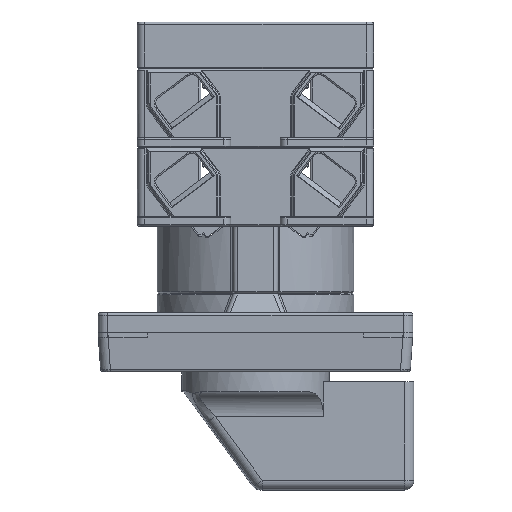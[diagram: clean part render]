
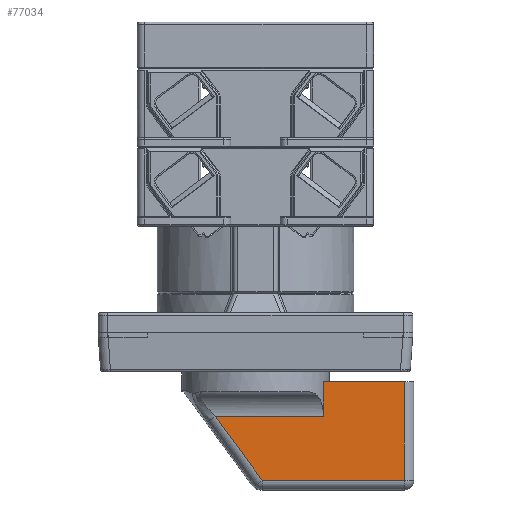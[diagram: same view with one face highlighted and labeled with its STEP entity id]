
A CAD part, front view. The second image highlights one B-rep face of the part: STEP entity #77034.
In plain terms, the highlighted face is planar.
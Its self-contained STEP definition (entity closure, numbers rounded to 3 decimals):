
#725 = EDGE_LOOP ( 'NONE', ( #19043, #19045, #19047, #19049, #19051, #19053 ) ) ;
#13888 = EDGE_CURVE ( 'NONE', #67214, #67215, #73289, .T. ) ;
#13913 = EDGE_CURVE ( 'NONE', #67214, #67228, #73321, .T. ) ;
#13915 = EDGE_CURVE ( 'NONE', #67228, #67957, #73311, .T. ) ;
#13917 = EDGE_CURVE ( 'NONE', #67957, #67958, #73325, .T. ) ;
#13918 = EDGE_CURVE ( 'NONE', #67958, #67959, #73327, .T. ) ;
#13920 = EDGE_CURVE ( 'NONE', #67215, #67959, #73329, .T. ) ;
#17527 = AXIS2_PLACEMENT_3D ( 'NONE', #26296, #26305, #26306 ) ;
#19043 = ORIENTED_EDGE ( 'NONE', *, *, #13913, .T. ) ;
#19045 = ORIENTED_EDGE ( 'NONE', *, *, #13915, .T. ) ;
#19047 = ORIENTED_EDGE ( 'NONE', *, *, #13917, .T. ) ;
#19049 = ORIENTED_EDGE ( 'NONE', *, *, #13918, .T. ) ;
#19051 = ORIENTED_EDGE ( 'NONE', *, *, #13920, .F. ) ;
#19053 = ORIENTED_EDGE ( 'NONE', *, *, #13888, .F. ) ;
#21123 = FACE_OUTER_BOUND ( 'NONE', #725, .T. ) ;
#26296 = CARTESIAN_POINT ( 'NONE',  ( -13.791, 5.9, 24. ) ) ;
#26303 = PLANE ( 'NONE',  #17527 ) ;
#26305 = DIRECTION ( 'NONE',  ( 0., 1., 0. ) ) ;
#26306 = DIRECTION ( 'NONE',  ( -1., 0., 0. ) ) ;
#30551 = CARTESIAN_POINT ( 'NONE',  ( 13.791, 5.9, 4. ) ) ;
#30552 = DIRECTION ( 'NONE',  ( 0., 0., -1. ) ) ;
#30576 = CARTESIAN_POINT ( 'NONE',  ( -2.977, 5.9, 16.103 ) ) ;
#30589 = CARTESIAN_POINT ( 'NONE',  ( -13.791, 5.9, 9. ) ) ;
#30591 = DIRECTION ( 'NONE',  ( -1., 0., 0. ) ) ;
#30592 = DIRECTION ( 'NONE',  ( 0.59, 0., 0.808 ) ) ;
#30593 = CARTESIAN_POINT ( 'NONE',  ( 32.209, 5.9, 22. ) ) ;
#30594 = DIRECTION ( 'NONE',  ( 1., 0., 0. ) ) ;
#30595 = CARTESIAN_POINT ( 'NONE',  ( 30.209, 5.9, 24. ) ) ;
#30596 = DIRECTION ( 'NONE',  ( 0., 0., -1. ) ) ;
#30597 = CARTESIAN_POINT ( 'NONE',  ( 13.791, 5.9, 2. ) ) ;
#30598 = DIRECTION ( 'NONE',  ( 1., 0., 0. ) ) ;
#54909 = CARTESIAN_POINT ( 'NONE',  ( 13.791, 5.9, 9. ) ) ;
#54910 = CARTESIAN_POINT ( 'NONE',  ( 13.791, 5.9, 2. ) ) ;
#54923 = CARTESIAN_POINT ( 'NONE',  ( -8.164, 5.9, 9. ) ) ;
#55339 = CARTESIAN_POINT ( 'NONE',  ( 1.329, 5.9, 22. ) ) ;
#55340 = CARTESIAN_POINT ( 'NONE',  ( 30.209, 5.9, 22. ) ) ;
#55341 = CARTESIAN_POINT ( 'NONE',  ( 30.209, 5.9, 2. ) ) ;
#67214 = VERTEX_POINT ( 'NONE', #54909 ) ;
#67215 = VERTEX_POINT ( 'NONE', #54910 ) ;
#67228 = VERTEX_POINT ( 'NONE', #54923 ) ;
#67957 = VERTEX_POINT ( 'NONE', #55339 ) ;
#67958 = VERTEX_POINT ( 'NONE', #55340 ) ;
#67959 = VERTEX_POINT ( 'NONE', #55341 ) ;
#73286 = VECTOR ( 'NONE', #30552, 1000. ) ;
#73289 = LINE ( 'NONE', #30551, #73286 ) ;
#73311 = LINE ( 'NONE', #30576, #73326 ) ;
#73321 = LINE ( 'NONE', #30589, #73324 ) ;
#73324 = VECTOR ( 'NONE', #30591, 1000. ) ;
#73325 = LINE ( 'NONE', #30593, #73328 ) ;
#73326 = VECTOR ( 'NONE', #30592, 1000. ) ;
#73327 = LINE ( 'NONE', #30595, #73330 ) ;
#73328 = VECTOR ( 'NONE', #30594, 1000. ) ;
#73329 = LINE ( 'NONE', #30597, #73332 ) ;
#73330 = VECTOR ( 'NONE', #30596, 1000. ) ;
#73332 = VECTOR ( 'NONE', #30598, 1000. ) ;
#77034 = ADVANCED_FACE ( 'NONE', ( #21123 ), #26303, .T. ) ;
